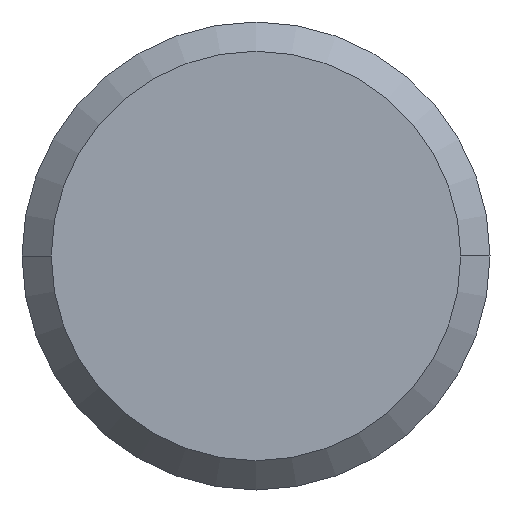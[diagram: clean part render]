
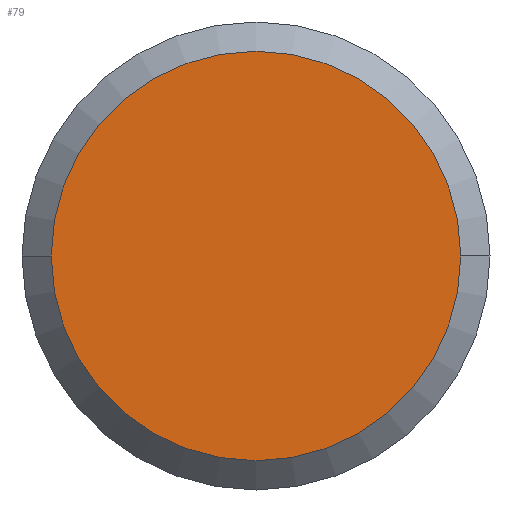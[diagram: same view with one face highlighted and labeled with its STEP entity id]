
A CAD part, left-side view. The second image highlights one B-rep face of the part: STEP entity #79.
In plain terms, the highlighted planar face has unit normal (-1, 0, 0).
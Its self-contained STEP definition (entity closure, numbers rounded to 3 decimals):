
#79=ADVANCED_FACE('',(#95),#96,.T.);
#95=FACE_OUTER_BOUND('',#118,.T.);
#96=PLANE('',#119);
#118=EDGE_LOOP('',(#161,#162));
#119=AXIS2_PLACEMENT_3D('',#163,#164,#165);
#161=ORIENTED_EDGE('',*,*,#218,.F.);
#162=ORIENTED_EDGE('',*,*,#220,.F.);
#163=CARTESIAN_POINT('',(0.,3.5,0.0));
#164=DIRECTION('',(-1.0,0.,0.0));
#165=DIRECTION('',(0.,-1.0,0.0));
#218=EDGE_CURVE('',#247,#249,#250,.T.);
#220=EDGE_CURVE('',#249,#247,#252,.T.);
#247=VERTEX_POINT('',#285);
#249=VERTEX_POINT('',#288);
#250=CIRCLE('',#289,7.0);
#252=CIRCLE('',#292,7.0);
#285=CARTESIAN_POINT('',(0.,7.0,0.0));
#288=CARTESIAN_POINT('',(0.0,-7.0,0.));
#289=AXIS2_PLACEMENT_3D('',#320,#321,#322);
#292=AXIS2_PLACEMENT_3D('',#324,#325,#326);
#320=CARTESIAN_POINT('',(0.0,0.0,0.0));
#321=DIRECTION('',(1.0,0.0,0.0));
#322=DIRECTION('',(0.0,1.0,0.0));
#324=CARTESIAN_POINT('',(0.0,0.0,0.0));
#325=DIRECTION('',(1.0,0.0,0.0));
#326=DIRECTION('',(0.0,1.0,0.0));
